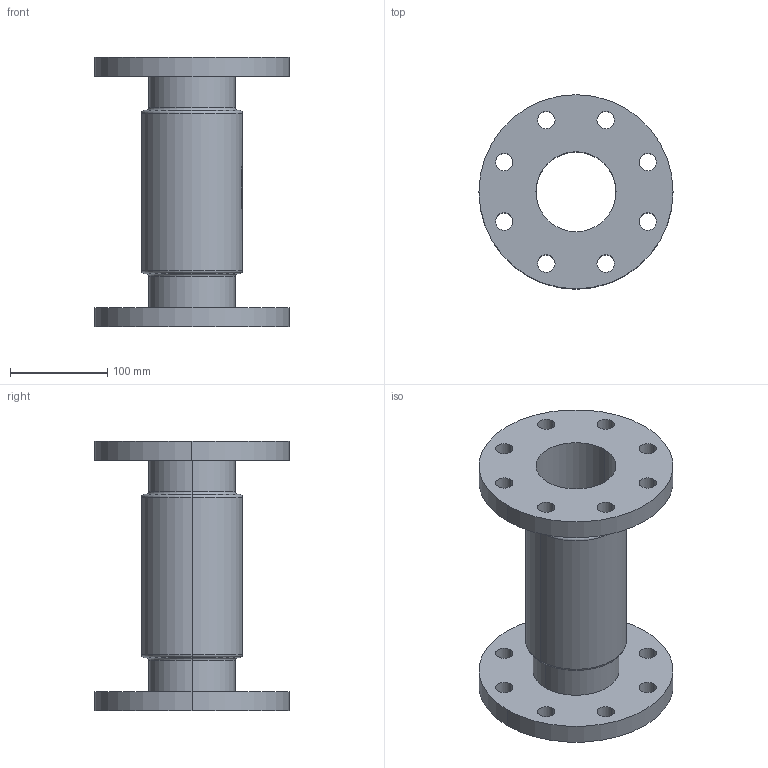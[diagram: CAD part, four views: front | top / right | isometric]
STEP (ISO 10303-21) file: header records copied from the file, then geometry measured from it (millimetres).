
FILE_DESCRIPTION (( 'STEP AP214' ), '1' );
FILE_NAME ('7120000_DN080_PN16_51420264.STEP', '2022-02-17T09:15:05', ( 'axxx' ), ( 'Hewlett-Packard Company' ), 'SwSTEP 2.0', 'SolidWorks 2019', '' );
FILE_SCHEMA (( 'AUTOMOTIVE_DESIGN' ));
Length unit declared in the file: millimetre
Products named in the file (1): 7120000_DN080_PN16_51420264
Bounding box: 200 x 200 x 278 mm (x, y, z)
Volume: 1547320.8 mm3; surface area: 289571.1 mm2
Topology: 1 solids, 1 shells, 548 faces, 1423 edges, 946 vertices
Faces by surface type: plane 247, bspline 226, cylinder 67, torus 8
Entity records: 29716 total; most frequent: CARTESIAN_POINT 17705, ORIENTED_EDGE 2846, DIRECTION 1737, EDGE_CURVE 1423, VERTEX_POINT 946, VECTOR 757, LINE 757, EDGE_LOOP 651
